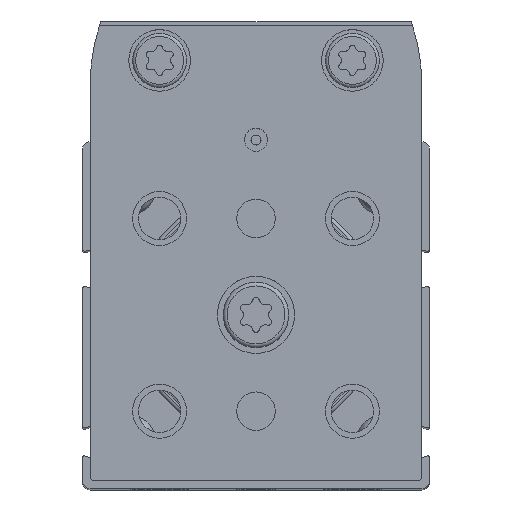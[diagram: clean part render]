
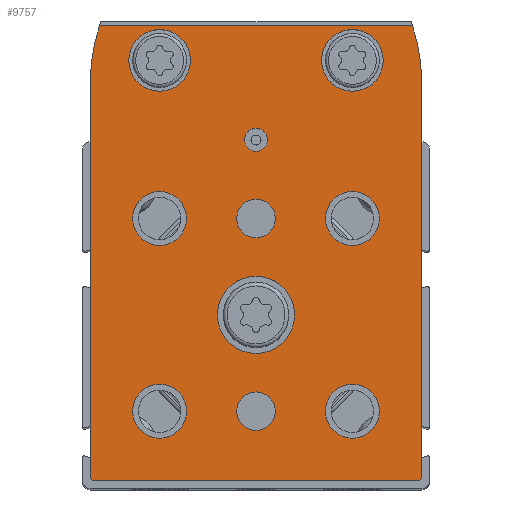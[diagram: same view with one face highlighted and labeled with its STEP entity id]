
A CAD part, top view. The second image highlights one B-rep face of the part: STEP entity #9757.
In plain terms, the highlighted planar face has unit normal (0, 0, 1).
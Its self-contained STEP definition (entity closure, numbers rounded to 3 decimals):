
#502=CIRCLE('',#10587,24.);
#504=CIRCLE('',#10591,0.5);
#506=CIRCLE('',#10595,0.5);
#508=CIRCLE('',#10599,24.);
#509=CIRCLE('',#10602,4.);
#510=CIRCLE('',#10603,4.);
#511=CIRCLE('',#10604,2.5);
#512=CIRCLE('',#10605,2.5);
#513=CIRCLE('',#10606,5.);
#514=CIRCLE('',#10607,3.5);
#515=CIRCLE('',#10608,3.5);
#516=CIRCLE('',#10609,3.5);
#517=CIRCLE('',#10610,3.5);
#518=CIRCLE('',#10611,1.5);
#2129=ORIENTED_EDGE('',*,*,#3832,.T.);
#2130=ORIENTED_EDGE('',*,*,#3833,.T.);
#2131=ORIENTED_EDGE('',*,*,#3834,.F.);
#2132=ORIENTED_EDGE('',*,*,#3835,.F.);
#2133=ORIENTED_EDGE('',*,*,#3836,.T.);
#2134=ORIENTED_EDGE('',*,*,#3837,.T.);
#2135=ORIENTED_EDGE('',*,*,#3838,.T.);
#2136=ORIENTED_EDGE('',*,*,#3839,.T.);
#2137=ORIENTED_EDGE('',*,*,#3840,.T.);
#2138=ORIENTED_EDGE('',*,*,#3841,.F.);
#2139=ORIENTED_EDGE('',*,*,#3808,.T.);
#2140=ORIENTED_EDGE('',*,*,#3812,.T.);
#2141=ORIENTED_EDGE('',*,*,#3815,.T.);
#2142=ORIENTED_EDGE('',*,*,#3818,.T.);
#2143=ORIENTED_EDGE('',*,*,#3821,.T.);
#2144=ORIENTED_EDGE('',*,*,#3824,.T.);
#2145=ORIENTED_EDGE('',*,*,#3827,.T.);
#2146=ORIENTED_EDGE('',*,*,#3831,.T.);
#3808=EDGE_CURVE('',#4771,#4770,#502,.T.);
#3812=EDGE_CURVE('',#4770,#4773,#5417,.T.);
#3815=EDGE_CURVE('',#4773,#4775,#504,.T.);
#3818=EDGE_CURVE('',#4775,#4777,#5421,.T.);
#3821=EDGE_CURVE('',#4777,#4779,#506,.T.);
#3824=EDGE_CURVE('',#4779,#4781,#5425,.T.);
#3827=EDGE_CURVE('',#4781,#4783,#508,.T.);
#3831=EDGE_CURVE('',#4783,#4771,#5430,.T.);
#3832=EDGE_CURVE('',#4784,#4784,#509,.T.);
#3833=EDGE_CURVE('',#4785,#4785,#510,.T.);
#3834=EDGE_CURVE('',#4786,#4786,#511,.T.);
#3835=EDGE_CURVE('',#4787,#4787,#512,.T.);
#3836=EDGE_CURVE('',#4788,#4788,#513,.T.);
#3837=EDGE_CURVE('',#4789,#4789,#514,.T.);
#3838=EDGE_CURVE('',#4790,#4790,#515,.T.);
#3839=EDGE_CURVE('',#4791,#4791,#516,.T.);
#3840=EDGE_CURVE('',#4792,#4792,#517,.T.);
#3841=EDGE_CURVE('',#4793,#4793,#518,.T.);
#4770=VERTEX_POINT('',#15234);
#4771=VERTEX_POINT('',#15236);
#4773=VERTEX_POINT('',#15242);
#4775=VERTEX_POINT('',#15248);
#4777=VERTEX_POINT('',#15254);
#4779=VERTEX_POINT('',#15260);
#4781=VERTEX_POINT('',#15266);
#4783=VERTEX_POINT('',#15272);
#4784=VERTEX_POINT('',#15281);
#4785=VERTEX_POINT('',#15283);
#4786=VERTEX_POINT('',#15285);
#4787=VERTEX_POINT('',#15287);
#4788=VERTEX_POINT('',#15289);
#4789=VERTEX_POINT('',#15291);
#4790=VERTEX_POINT('',#15293);
#4791=VERTEX_POINT('',#15295);
#4792=VERTEX_POINT('',#15297);
#4793=VERTEX_POINT('',#15299);
#5417=LINE('',#15243,#5946);
#5421=LINE('',#15255,#5950);
#5425=LINE('',#15267,#5954);
#5430=LINE('',#15278,#5959);
#5946=VECTOR('',#12524,1000.);
#5950=VECTOR('',#12536,1000.);
#5954=VECTOR('',#12548,1000.);
#5959=VECTOR('',#12561,1000.);
#6522=EDGE_LOOP('',(#2129));
#6523=EDGE_LOOP('',(#2130));
#6524=EDGE_LOOP('',(#2131));
#6525=EDGE_LOOP('',(#2132));
#6526=EDGE_LOOP('',(#2133));
#6527=EDGE_LOOP('',(#2134));
#6528=EDGE_LOOP('',(#2135));
#6529=EDGE_LOOP('',(#2136));
#6530=EDGE_LOOP('',(#2137));
#6531=EDGE_LOOP('',(#2138));
#6532=EDGE_LOOP('',(#2139,#2140,#2141,#2142,#2143,#2144,#2145,#2146));
#7304=FACE_BOUND('',#6522,.T.);
#7305=FACE_BOUND('',#6523,.T.);
#7306=FACE_BOUND('',#6524,.T.);
#7307=FACE_BOUND('',#6525,.T.);
#7308=FACE_BOUND('',#6526,.T.);
#7309=FACE_BOUND('',#6527,.T.);
#7310=FACE_BOUND('',#6528,.T.);
#7311=FACE_BOUND('',#6529,.T.);
#7312=FACE_BOUND('',#6530,.T.);
#7313=FACE_BOUND('',#6531,.T.);
#7314=FACE_BOUND('',#6532,.T.);
#7830=PLANE('',#10601);
#9757=ADVANCED_FACE('',(#7304,#7305,#7306,#7307,#7308,#7309,#7310,#7311,
#7312,#7313,#7314),#7830,.T.);
#10587=AXIS2_PLACEMENT_3D('',#15235,#12517,#12518);
#10591=AXIS2_PLACEMENT_3D('',#15249,#12530,#12531);
#10595=AXIS2_PLACEMENT_3D('',#15261,#12542,#12543);
#10599=AXIS2_PLACEMENT_3D('',#15273,#12554,#12555);
#10601=AXIS2_PLACEMENT_3D('',#15279,#12562,#12563);
#10602=AXIS2_PLACEMENT_3D('',#15280,#12564,#12565);
#10603=AXIS2_PLACEMENT_3D('',#15282,#12566,#12567);
#10604=AXIS2_PLACEMENT_3D('',#15284,#12568,#12569);
#10605=AXIS2_PLACEMENT_3D('',#15286,#12570,#12571);
#10606=AXIS2_PLACEMENT_3D('',#15288,#12572,#12573);
#10607=AXIS2_PLACEMENT_3D('',#15290,#12574,#12575);
#10608=AXIS2_PLACEMENT_3D('',#15292,#12576,#12577);
#10609=AXIS2_PLACEMENT_3D('',#15294,#12578,#12579);
#10610=AXIS2_PLACEMENT_3D('',#15296,#12580,#12581);
#10611=AXIS2_PLACEMENT_3D('',#15298,#12582,#12583);
#12517=DIRECTION('',(0.,0.,1.));
#12518=DIRECTION('',(1.,0.,0.));
#12524=DIRECTION('',(0.,-1.,0.));
#12530=DIRECTION('',(0.,0.,1.));
#12531=DIRECTION('',(1.,0.,0.));
#12536=DIRECTION('',(1.,0.,0.));
#12542=DIRECTION('',(0.,0.,1.));
#12543=DIRECTION('',(1.,0.,0.));
#12548=DIRECTION('',(0.,1.,0.));
#12554=DIRECTION('',(0.,0.,1.));
#12555=DIRECTION('',(1.,0.,0.));
#12561=DIRECTION('',(-1.,0.,0.));
#12562=DIRECTION('',(0.,0.,1.));
#12563=DIRECTION('',(1.,0.,0.));
#12564=DIRECTION('',(0.,0.,-1.));
#12565=DIRECTION('',(-1.,0.,0.));
#12566=DIRECTION('',(0.,0.,-1.));
#12567=DIRECTION('',(-1.,0.,0.));
#12568=DIRECTION('',(0.,0.,1.));
#12569=DIRECTION('',(1.,0.,0.));
#12570=DIRECTION('',(0.,0.,1.));
#12571=DIRECTION('',(1.,0.,0.));
#12572=DIRECTION('',(0.,0.,-1.));
#12573=DIRECTION('',(-1.,0.,0.));
#12574=DIRECTION('',(0.,0.,-1.));
#12575=DIRECTION('',(-1.,0.,0.));
#12576=DIRECTION('',(0.,0.,-1.));
#12577=DIRECTION('',(-1.,0.,0.));
#12578=DIRECTION('',(0.,0.,-1.));
#12579=DIRECTION('',(-1.,0.,0.));
#12580=DIRECTION('',(0.,0.,-1.));
#12581=DIRECTION('',(-1.,0.,0.));
#12582=DIRECTION('',(0.,0.,1.));
#12583=DIRECTION('',(1.,0.,0.));
#15234=CARTESIAN_POINT('',(-21.5,30.,10.));
#15235=CARTESIAN_POINT('',(2.5,30.,10.));
#15236=CARTESIAN_POINT('',(-20.298,37.5,10.));
#15242=CARTESIAN_POINT('',(-21.5,-21.,10.));
#15243=CARTESIAN_POINT('',(-21.5,30.,10.));
#15248=CARTESIAN_POINT('',(-21.,-21.5,10.));
#15249=CARTESIAN_POINT('',(-21.,-21.,10.));
#15254=CARTESIAN_POINT('',(21.,-21.5,10.));
#15255=CARTESIAN_POINT('',(-21.,-21.5,10.));
#15260=CARTESIAN_POINT('',(21.5,-21.,10.));
#15261=CARTESIAN_POINT('',(21.,-21.,10.));
#15266=CARTESIAN_POINT('',(21.5,30.,10.));
#15267=CARTESIAN_POINT('',(21.5,-21.,10.));
#15272=CARTESIAN_POINT('',(20.298,37.5,10.));
#15273=CARTESIAN_POINT('',(-2.5,30.,10.));
#15278=CARTESIAN_POINT('',(20.298,37.5,10.));
#15279=CARTESIAN_POINT('',(2.5,30.,10.));
#15280=CARTESIAN_POINT('',(12.5,33.,10.));
#15281=CARTESIAN_POINT('',(8.5,33.,10.));
#15282=CARTESIAN_POINT('',(-12.5,33.,10.));
#15283=CARTESIAN_POINT('',(-16.5,33.,10.));
#15284=CARTESIAN_POINT('',(0.,-12.5,10.));
#15285=CARTESIAN_POINT('',(2.5,-12.5,10.));
#15286=CARTESIAN_POINT('',(0.,12.5,10.));
#15287=CARTESIAN_POINT('',(2.5,12.5,10.));
#15288=CARTESIAN_POINT('',(0.,0.,10.));
#15289=CARTESIAN_POINT('',(-5.,0.,10.));
#15290=CARTESIAN_POINT('',(12.5,-12.5,10.));
#15291=CARTESIAN_POINT('',(9.,-12.5,10.));
#15292=CARTESIAN_POINT('',(-12.5,12.5,10.));
#15293=CARTESIAN_POINT('',(-16.,12.5,10.));
#15294=CARTESIAN_POINT('',(-12.5,-12.5,10.));
#15295=CARTESIAN_POINT('',(-16.,-12.5,10.));
#15296=CARTESIAN_POINT('',(12.5,12.5,10.));
#15297=CARTESIAN_POINT('',(9.,12.5,10.));
#15298=CARTESIAN_POINT('',(0.,22.7,10.));
#15299=CARTESIAN_POINT('',(1.5,22.7,10.));
